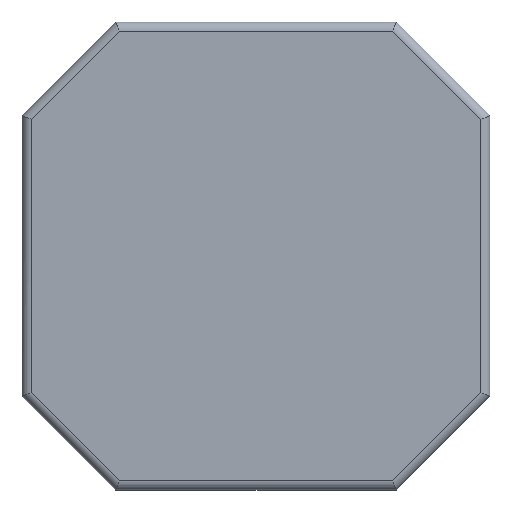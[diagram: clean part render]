
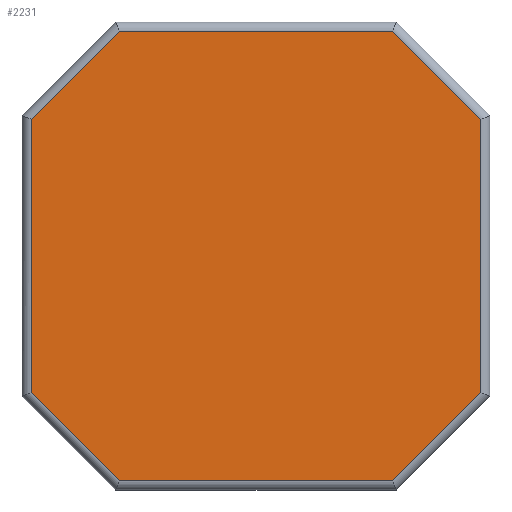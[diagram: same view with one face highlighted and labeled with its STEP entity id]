
A CAD part, front view. The second image highlights one B-rep face of the part: STEP entity #2231.
In plain terms, the highlighted planar face has unit normal (0, -1, 0).
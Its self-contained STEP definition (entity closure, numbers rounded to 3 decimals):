
#143=PLANE('',#2424);
#245=FACE_OUTER_BOUND('',#396,.T.);
#396=EDGE_LOOP('',(#1572,#1573,#1574,#1575,#1576,#1577,#1578,#1579));
#553=LINE('',#3378,#774);
#555=LINE('',#3386,#776);
#557=LINE('',#3393,#778);
#559=LINE('',#3401,#780);
#562=LINE('',#3409,#783);
#564=LINE('',#3415,#785);
#565=LINE('',#3418,#786);
#568=LINE('',#3422,#789);
#774=VECTOR('',#2657,10.);
#776=VECTOR('',#2665,10.);
#778=VECTOR('',#2671,10.);
#780=VECTOR('',#2679,10.);
#783=VECTOR('',#2686,10.);
#785=VECTOR('',#2692,10.);
#786=VECTOR('',#2697,10.);
#789=VECTOR('',#2702,10.);
#995=VERTEX_POINT('',#3376);
#996=VERTEX_POINT('',#3377);
#999=VERTEX_POINT('',#3385);
#1001=VERTEX_POINT('',#3391);
#1002=VERTEX_POINT('',#3392);
#1005=VERTEX_POINT('',#3400);
#1008=VERTEX_POINT('',#3408);
#1010=VERTEX_POINT('',#3414);
#1205=EDGE_CURVE('',#995,#996,#553,.T.);
#1209=EDGE_CURVE('',#996,#999,#555,.T.);
#1212=EDGE_CURVE('',#1001,#1002,#557,.T.);
#1216=EDGE_CURVE('',#1002,#1005,#559,.T.);
#1220=EDGE_CURVE('',#1005,#1008,#562,.T.);
#1223=EDGE_CURVE('',#1008,#1010,#564,.T.);
#1225=EDGE_CURVE('',#999,#1001,#565,.T.);
#1228=EDGE_CURVE('',#1010,#995,#568,.T.);
#1572=ORIENTED_EDGE('',*,*,#1212,.F.);
#1573=ORIENTED_EDGE('',*,*,#1225,.F.);
#1574=ORIENTED_EDGE('',*,*,#1209,.F.);
#1575=ORIENTED_EDGE('',*,*,#1205,.F.);
#1576=ORIENTED_EDGE('',*,*,#1228,.F.);
#1577=ORIENTED_EDGE('',*,*,#1223,.F.);
#1578=ORIENTED_EDGE('',*,*,#1220,.F.);
#1579=ORIENTED_EDGE('',*,*,#1216,.F.);
#2231=ADVANCED_FACE('',(#245),#143,.F.);
#2424=AXIS2_PLACEMENT_3D('',#3441,#2720,#2721);
#2657=DIRECTION('',(-1.,0.,0.));
#2665=DIRECTION('',(-0.707,0.,0.707));
#2671=DIRECTION('',(0.707,0.,0.707));
#2679=DIRECTION('',(1.,0.,0.));
#2686=DIRECTION('',(0.707,0.,-0.707));
#2692=DIRECTION('',(0.,0.,-1.));
#2697=DIRECTION('',(0.,0.,1.));
#2702=DIRECTION('',(-0.707,0.,-0.707));
#2720=DIRECTION('center_axis',(0.,1.,0.));
#2721=DIRECTION('ref_axis',(1.,0.,0.));
#3376=CARTESIAN_POINT('',(15.309,0.,-23.129));
#3377=CARTESIAN_POINT('',(-13.863,0.,-23.129));
#3378=CARTESIAN_POINT('',(8.223,0.,-23.129));
#3385=CARTESIAN_POINT('',(-23.277,0.,-13.715));
#3386=CARTESIAN_POINT('',(-16.07,0.,-20.922));
#3391=CARTESIAN_POINT('',(-23.277,0.,15.457));
#3392=CARTESIAN_POINT('',(-13.863,0.,24.871));
#3393=CARTESIAN_POINT('',(-21.07,0.,17.664));
#3400=CARTESIAN_POINT('',(15.309,0.,24.871));
#3401=CARTESIAN_POINT('',(-6.777,0.,24.871));
#3408=CARTESIAN_POINT('',(24.723,0.,15.457));
#3409=CARTESIAN_POINT('',(17.516,0.,22.664));
#3414=CARTESIAN_POINT('',(24.723,0.,-13.715));
#3415=CARTESIAN_POINT('',(24.723,0.,8.371));
#3418=CARTESIAN_POINT('',(-23.277,0.,-6.629));
#3422=CARTESIAN_POINT('',(22.516,0.,-15.922));
#3441=CARTESIAN_POINT('Origin',(0.723,0.,0.871));
